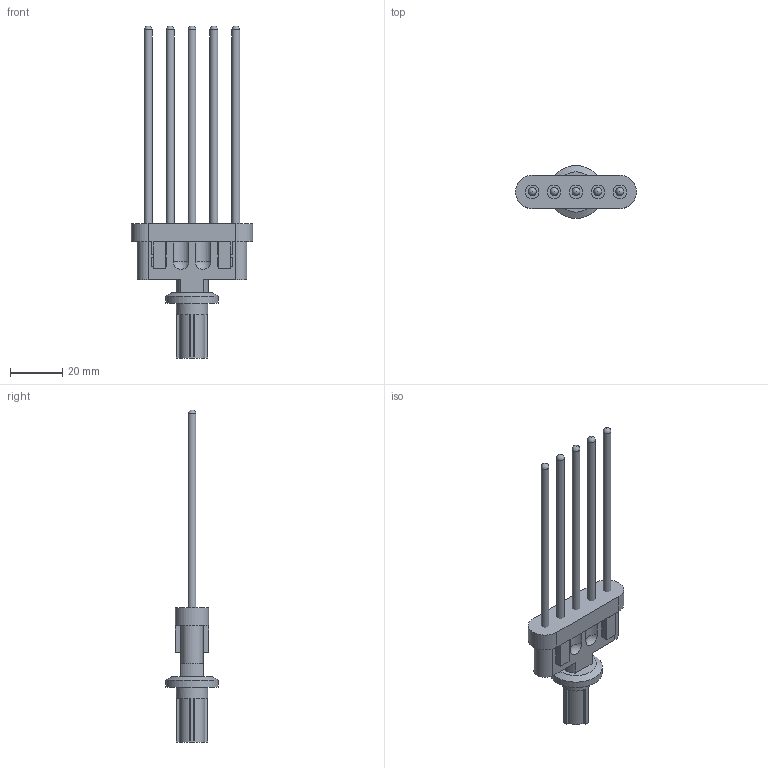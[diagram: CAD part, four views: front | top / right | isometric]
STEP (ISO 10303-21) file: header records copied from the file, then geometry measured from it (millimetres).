
FILE_DESCRIPTION(/* description */ (''),/* implementation_level */ '2;1');
FILE_NAME(/* name */ 'QB-FN3-Q (CV_04-CW_06-CG_01).stp',/* time_stamp */ '2015-10-22T14:56:28-04:00',/* author */ (''),/* organization */ (''),/* preprocessor_version */ 'ST-DEVELOPER v15',/* originating_system */ 'SIEMENS PLM Software NX 8.5',/* authorisation */ '');
FILE_SCHEMA (('CONFIG_CONTROL_DESIGN'));
Length unit declared in the file: inch
Products named in the file (3): 14L203CG_01; 14L203CW_06; 14L203CV_04
Assembly tree (6 placements, depth 2):
  14L203CV_04
    14L203CW_06
    14L203CG_01  x5
Bounding box: 46.44 x 20.32 x 127.3 mm (x, y, z)
Volume: 15537.4 mm3; surface area: 12641.7 mm2
Topology: 7 solids, 7 shells, 180 faces, 429 edges, 279 vertices
Faces by surface type: plane 122, cylinder 36, sphere 9, cone 8, torus 5
Full cylindrical faces by diameter (mm): 1.999 x5, 2.032 x5, 3.048 x5, 3.137 x5, 12.002 x1, 20.32 x1
Entity records: 4730 total; most frequent: CARTESIAN_POINT 745, DIRECTION 736, ORIENTED_EDGE 702, EDGE_CURVE 351, LINE 276, VECTOR 276, VERTEX_POINT 239, AXIS2_PLACEMENT_3D 230
